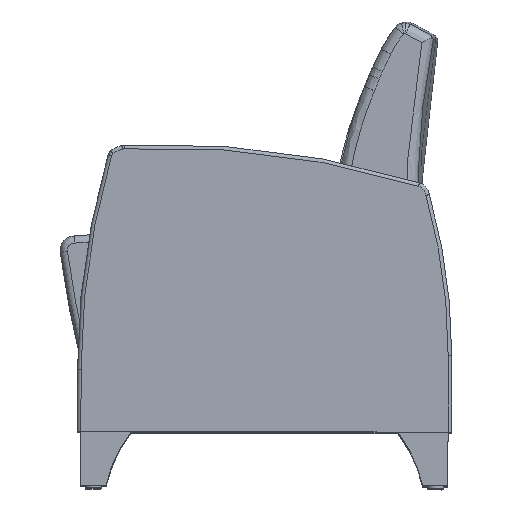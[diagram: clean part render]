
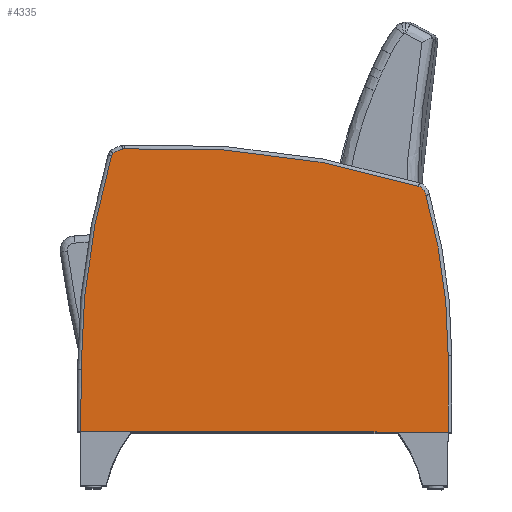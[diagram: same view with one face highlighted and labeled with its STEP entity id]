
A CAD part, top view. The second image highlights one B-rep face of the part: STEP entity #4335.
In plain terms, the highlighted planar face has unit normal (0, 0, 1).
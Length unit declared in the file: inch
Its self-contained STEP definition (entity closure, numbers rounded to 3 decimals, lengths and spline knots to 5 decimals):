
#238=LINE('',#11251,#365);
#240=LINE('',#11297,#367);
#256=LINE('',#11421,#383);
#365=VECTOR('',#5646,0.3937);
#367=VECTOR('',#5684,0.3937);
#383=VECTOR('',#5786,0.3937);
#463=PLANE('',#4834);
#710=CIRCLE('',#4765,0.25);
#714=CIRCLE('',#4770,53.84447);
#718=CIRCLE('',#4776,1.61874);
#721=CIRCLE('',#4780,0.75);
#724=CIRCLE('',#4784,59.75);
#726=CIRCLE('',#4787,0.75);
#729=CIRCLE('',#4792,40.58554);
#1040=FACE_OUTER_BOUND('',#1327,.T.);
#1327=EDGE_LOOP('',(#3684,#3685,#3686,#3687,#3688,#3689,#3690,#3691,#3692,
#3693));
#1887=VERTEX_POINT('',#11212);
#1888=VERTEX_POINT('',#11213);
#1892=VERTEX_POINT('',#11234);
#1894=VERTEX_POINT('',#11249);
#1895=VERTEX_POINT('',#11253);
#1897=VERTEX_POINT('',#11259);
#1899=VERTEX_POINT('',#11265);
#1902=VERTEX_POINT('',#11273);
#1903=VERTEX_POINT('',#11290);
#1906=VERTEX_POINT('',#11295);
#2466=EDGE_CURVE('',#1887,#1888,#710,.T.);
#2472=EDGE_CURVE('',#1892,#1887,#714,.T.);
#2475=EDGE_CURVE('',#1894,#1892,#238,.T.);
#2478=EDGE_CURVE('',#1888,#1895,#718,.T.);
#2481=EDGE_CURVE('',#1895,#1897,#721,.T.);
#2484=EDGE_CURVE('',#1897,#1899,#724,.T.);
#2486=EDGE_CURVE('',#1899,#1902,#726,.T.);
#2491=EDGE_CURVE('',#1906,#1903,#240,.T.);
#2492=EDGE_CURVE('',#1902,#1906,#729,.T.);
#2533=EDGE_CURVE('',#1903,#1894,#256,.T.);
#3684=ORIENTED_EDGE('',*,*,#2475,.F.);
#3685=ORIENTED_EDGE('',*,*,#2533,.F.);
#3686=ORIENTED_EDGE('',*,*,#2491,.F.);
#3687=ORIENTED_EDGE('',*,*,#2492,.F.);
#3688=ORIENTED_EDGE('',*,*,#2486,.F.);
#3689=ORIENTED_EDGE('',*,*,#2484,.F.);
#3690=ORIENTED_EDGE('',*,*,#2481,.F.);
#3691=ORIENTED_EDGE('',*,*,#2478,.F.);
#3692=ORIENTED_EDGE('',*,*,#2466,.F.);
#3693=ORIENTED_EDGE('',*,*,#2472,.F.);
#4335=ADVANCED_FACE('',(#1040),#463,.T.);
#4765=AXIS2_PLACEMENT_3D('',#11214,#5629,#5630);
#4770=AXIS2_PLACEMENT_3D('',#11245,#5639,#5640);
#4776=AXIS2_PLACEMENT_3D('',#11257,#5653,#5654);
#4780=AXIS2_PLACEMENT_3D('',#11263,#5661,#5662);
#4784=AXIS2_PLACEMENT_3D('',#11269,#5669,#5670);
#4787=AXIS2_PLACEMENT_3D('',#11274,#5675,#5676);
#4792=AXIS2_PLACEMENT_3D('',#11299,#5687,#5688);
#4834=AXIS2_PLACEMENT_3D('',#11422,#5787,#5788);
#5629=DIRECTION('center_axis',(0.,0.,-1.));
#5630=DIRECTION('ref_axis',(-0.844,0.537,0.));
#5639=DIRECTION('center_axis',(0.,0.,-1.));
#5640=DIRECTION('ref_axis',(-0.99,0.14,0.));
#5646=DIRECTION('',(0.,1.,0.));
#5653=DIRECTION('center_axis',(0.,0.,-1.));
#5654=DIRECTION('ref_axis',(-0.425,0.905,0.));
#5661=DIRECTION('center_axis',(0.,0.,-1.));
#5662=DIRECTION('ref_axis',(-0.128,0.992,0.));
#5669=DIRECTION('center_axis',(0.,0.,-1.));
#5670=DIRECTION('ref_axis',(0.124,0.992,0.));
#5675=DIRECTION('center_axis',(0.,0.,-1.));
#5676=DIRECTION('ref_axis',(0.761,0.649,0.));
#5684=DIRECTION('',(0.,-1.,0.));
#5687=DIRECTION('center_axis',(0.,0.,-1.));
#5688=DIRECTION('ref_axis',(0.99,0.139,0.));
#5786=DIRECTION('',(-1.,0.,0.));
#5787=DIRECTION('center_axis',(0.,0.,1.));
#5788=DIRECTION('ref_axis',(1.,0.,0.));
#11212=CARTESIAN_POINT('',(-12.3965,20.65936,2.75));
#11213=CARTESIAN_POINT('',(-12.30759,20.8021,2.75));
#11214=CARTESIAN_POINT('Origin',(-12.15221,20.60625,2.75));
#11234=CARTESIAN_POINT('',(-14.50196,5.72409,2.75));
#11245=CARTESIAN_POINT('Origin',(39.34251,5.74957,2.75));
#11249=CARTESIAN_POINT('',(-14.50196,1.38751,2.75));
#11251=CARTESIAN_POINT('',(-14.50196,5.41302,2.75));
#11253=CARTESIAN_POINT('',(-11.63546,21.11791,2.75));
#11257=CARTESIAN_POINT('Origin',(-11.3015,19.534,2.75));
#11259=CARTESIAN_POINT('',(-11.51791,21.13312,2.75));
#11263=CARTESIAN_POINT('Origin',(-11.48073,20.38404,2.75));
#11265=CARTESIAN_POINT('',(9.03893,18.55741,2.75));
#11269=CARTESIAN_POINT('Origin',(-8.55543,-38.54339,2.75));
#11273=CARTESIAN_POINT('',(9.56287,17.92892,2.75));
#11274=CARTESIAN_POINT('Origin',(8.81808,17.84066,2.75));
#11290=CARTESIAN_POINT('',(11.14024,1.38751,2.75));
#11295=CARTESIAN_POINT('',(11.14024,6.72403,2.75));
#11297=CARTESIAN_POINT('',(11.14024,8.58129,2.75));
#11299=CARTESIAN_POINT('Origin',(-29.4453,6.72403,2.75));
#11421=CARTESIAN_POINT('',(12.28079,1.38751,2.75));
#11422=CARTESIAN_POINT('Origin',(-1.61059,10.43854,2.75));
